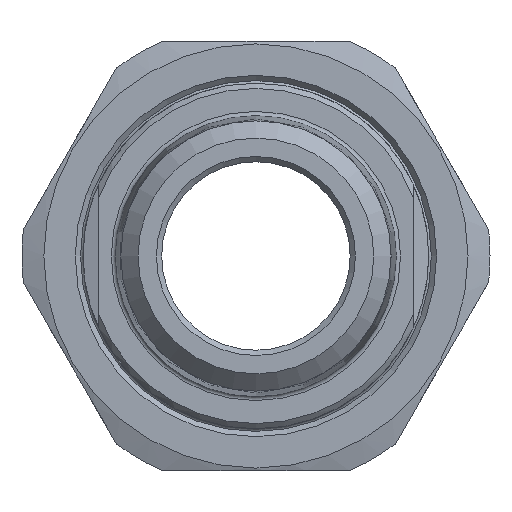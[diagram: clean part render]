
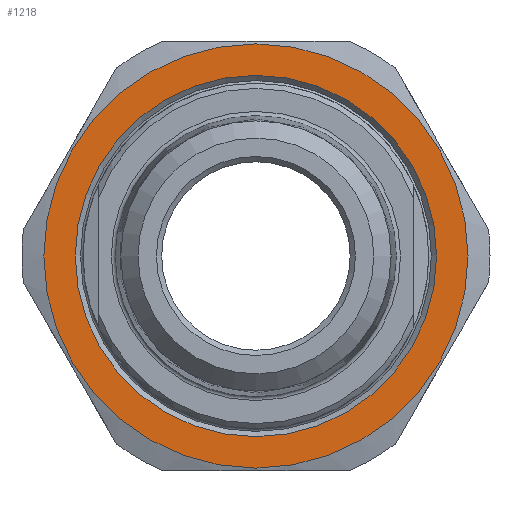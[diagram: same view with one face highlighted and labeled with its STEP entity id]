
A CAD part, left-side view. The second image highlights one B-rep face of the part: STEP entity #1218.
In plain terms, the highlighted planar face has unit normal (-1, 0, 0).
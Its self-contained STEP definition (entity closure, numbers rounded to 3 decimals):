
#75=FACE_BOUND('',#226,.T.);
#92=PLANE('',#1390);
#148=FACE_OUTER_BOUND('',#225,.T.);
#225=EDGE_LOOP('',(#906));
#226=EDGE_LOOP('',(#907));
#425=CIRCLE('',#1379,20.25);
#426=CIRCLE('',#1385,17.25);
#537=VERTEX_POINT('',#2055);
#538=VERTEX_POINT('',#2091);
#664=EDGE_CURVE('',#537,#537,#425,.T.);
#675=EDGE_CURVE('',#538,#538,#426,.T.);
#906=ORIENTED_EDGE('',*,*,#664,.T.);
#907=ORIENTED_EDGE('',*,*,#675,.F.);
#1218=ADVANCED_FACE('',(#148,#75),#92,.F.);
#1379=AXIS2_PLACEMENT_3D('',#2057,#1615,#1616);
#1385=AXIS2_PLACEMENT_3D('',#2092,#1628,#1629);
#1390=AXIS2_PLACEMENT_3D('',#2102,#1640,#1641);
#1615=DIRECTION('center_axis',(-1.,0.,0.));
#1616=DIRECTION('ref_axis',(0.,1.,0.));
#1628=DIRECTION('center_axis',(-1.,0.,0.));
#1629=DIRECTION('ref_axis',(0.,-1.,0.));
#1640=DIRECTION('center_axis',(1.,0.,0.));
#1641=DIRECTION('ref_axis',(0.,0.,-1.));
#2055=CARTESIAN_POINT('',(-17.,-20.25,0.));
#2057=CARTESIAN_POINT('Origin',(-17.,0.,0.));
#2091=CARTESIAN_POINT('',(-17.,17.25,0.));
#2092=CARTESIAN_POINT('Origin',(-17.,0.,0.));
#2102=CARTESIAN_POINT('Origin',(-17.,0.,0.));
